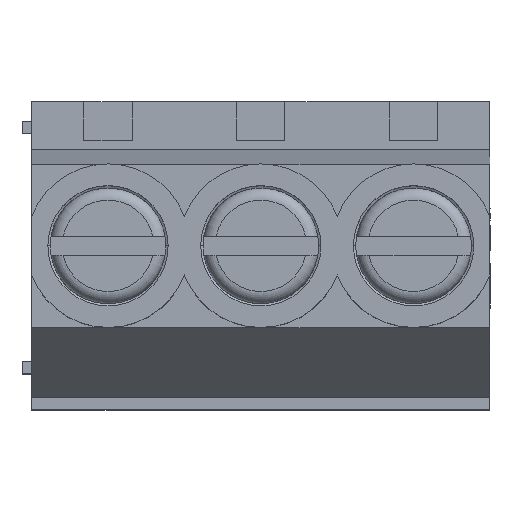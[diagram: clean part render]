
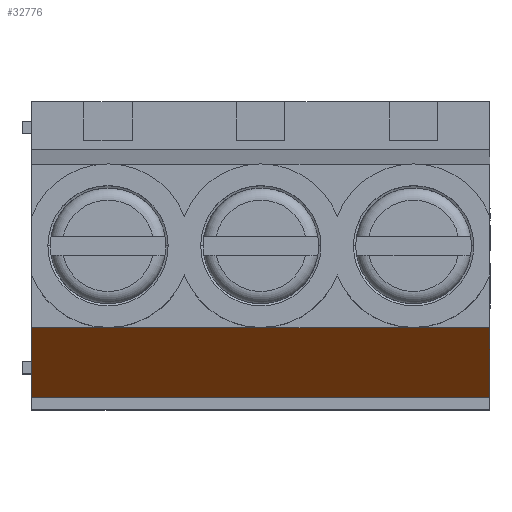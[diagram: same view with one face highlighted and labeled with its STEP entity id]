
A CAD part, top view. The second image highlights one B-rep face of the part: STEP entity #32776.
In plain terms, the highlighted planar face has unit normal (0, -0.865, 0.502).
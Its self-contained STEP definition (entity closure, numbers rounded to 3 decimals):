
#107 = DIRECTION ( 'NONE',  ( 0., 0.502, 0.865 ) ) ;
#1439 = CARTESIAN_POINT ( 'NONE',  ( -3.175, -3., 17.1 ) ) ;
#1470 = CARTESIAN_POINT ( 'NONE',  ( -9.525, -3., 17.1 ) ) ;
#1500 = VERTEX_POINT ( 'NONE', #29828 ) ;
#1873 = VECTOR ( 'NONE', #27563, 1000. ) ;
#2583 = CARTESIAN_POINT ( 'NONE',  ( 9.525, -3., 17.1 ) ) ;
#2931 = DIRECTION ( 'NONE',  ( 1., 0., 0. ) ) ;
#3774 = DIRECTION ( 'NONE',  ( 0., 0.502, 0.865 ) ) ;
#4957 = DIRECTION ( 'NONE',  ( 0., 0.502, 0.865 ) ) ;
#6261 = LINE ( 'NONE', #17620, #34319 ) ;
#6500 = LINE ( 'NONE', #25239, #39410 ) ;
#7332 = VERTEX_POINT ( 'NONE', #18640 ) ;
#7416 = CARTESIAN_POINT ( 'NONE',  ( -9.525, -3., 17.1 ) ) ;
#7722 = VECTOR ( 'NONE', #30317, 1000. ) ;
#8786 = LINE ( 'NONE', #45699, #13976 ) ;
#9566 = ORIENTED_EDGE ( 'NONE', *, *, #40350, .F. ) ;
#9790 = ORIENTED_EDGE ( 'NONE', *, *, #36554, .F. ) ;
#12902 = LINE ( 'NONE', #40794, #7722 ) ;
#13976 = VECTOR ( 'NONE', #41859, 1000. ) ;
#14563 = VERTEX_POINT ( 'NONE', #35189 ) ;
#15289 = EDGE_CURVE ( 'NONE', #1500, #22934, #8786, .T. ) ;
#17512 = VECTOR ( 'NONE', #2931, 1000. ) ;
#17620 = CARTESIAN_POINT ( 'NONE',  ( -3.175, -5.9, 12.1 ) ) ;
#18259 = EDGE_CURVE ( 'NONE', #21950, #14563, #42104, .T. ) ;
#18640 = CARTESIAN_POINT ( 'NONE',  ( 9.525, -5.9, 12.1 ) ) ;
#20607 = ORIENTED_EDGE ( 'NONE', *, *, #18259, .F. ) ;
#20979 = CARTESIAN_POINT ( 'NONE',  ( 12.7, -3., 17.1 ) ) ;
#21615 = LINE ( 'NONE', #24927, #43555 ) ;
#21950 = VERTEX_POINT ( 'NONE', #7416 ) ;
#22128 = EDGE_CURVE ( 'NONE', #7332, #22801, #21615, .T. ) ;
#22801 = VERTEX_POINT ( 'NONE', #2583 ) ;
#22934 = VERTEX_POINT ( 'NONE', #31746 ) ;
#23735 = FACE_OUTER_BOUND ( 'NONE', #37179, .T. ) ;
#24306 = LINE ( 'NONE', #20979, #17512 ) ;
#24927 = CARTESIAN_POINT ( 'NONE',  ( 9.525, -3., 17.1 ) ) ;
#24946 = EDGE_CURVE ( 'NONE', #22934, #22801, #24306, .T. ) ;
#25050 = EDGE_CURVE ( 'NONE', #39192, #7332, #6261, .T. ) ;
#25239 = CARTESIAN_POINT ( 'NONE',  ( -9.525, -3., 17.1 ) ) ;
#27495 = AXIS2_PLACEMENT_3D ( 'NONE', #1439, #37579, #4957 ) ;
#27563 = DIRECTION ( 'NONE',  ( 1., 0., 0. ) ) ;
#29828 = CARTESIAN_POINT ( 'NONE',  ( 0., -3., 17.1 ) ) ;
#30317 = DIRECTION ( 'NONE',  ( 1., 0., 0. ) ) ;
#31746 = CARTESIAN_POINT ( 'NONE',  ( 6.35, -3., 17.1 ) ) ;
#32776 = ADVANCED_FACE ( 'NONE', ( #23735 ), #41102, .F. ) ;
#34319 = VECTOR ( 'NONE', #38389, 1000. ) ;
#35189 = CARTESIAN_POINT ( 'NONE',  ( -6.35, -3., 17.1 ) ) ;
#36195 = ORIENTED_EDGE ( 'NONE', *, *, #25050, .T. ) ;
#36554 = EDGE_CURVE ( 'NONE', #39192, #21950, #6500, .T. ) ;
#37179 = EDGE_LOOP ( 'NONE', ( #36195, #40502, #39646, #38676, #9566, #20607, #9790 ) ) ;
#37579 = DIRECTION ( 'NONE',  ( 0., 0.865, -0.502 ) ) ;
#38389 = DIRECTION ( 'NONE',  ( 1., 0., 0. ) ) ;
#38676 = ORIENTED_EDGE ( 'NONE', *, *, #15289, .F. ) ;
#39192 = VERTEX_POINT ( 'NONE', #44795 ) ;
#39410 = VECTOR ( 'NONE', #107, 1000. ) ;
#39646 = ORIENTED_EDGE ( 'NONE', *, *, #24946, .F. ) ;
#40350 = EDGE_CURVE ( 'NONE', #14563, #1500, #12902, .T. ) ;
#40502 = ORIENTED_EDGE ( 'NONE', *, *, #22128, .T. ) ;
#40794 = CARTESIAN_POINT ( 'NONE',  ( -3.175, -3., 17.1 ) ) ;
#41102 = PLANE ( 'NONE',  #27495 ) ;
#41859 = DIRECTION ( 'NONE',  ( 1., 0., 0. ) ) ;
#42104 = LINE ( 'NONE', #1470, #1873 ) ;
#43555 = VECTOR ( 'NONE', #3774, 1000. ) ;
#44795 = CARTESIAN_POINT ( 'NONE',  ( -9.525, -5.9, 12.1 ) ) ;
#45699 = CARTESIAN_POINT ( 'NONE',  ( 6.35, -3., 17.1 ) ) ;
